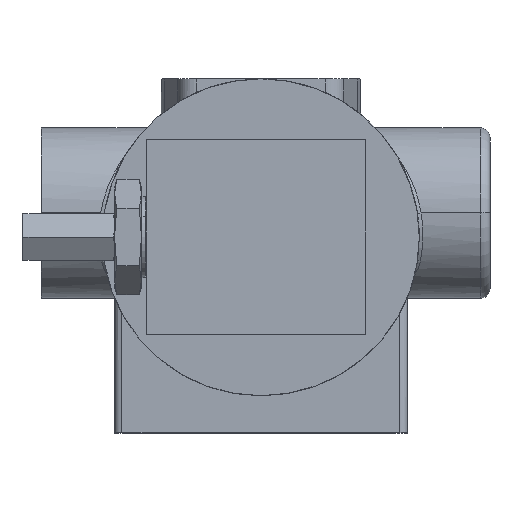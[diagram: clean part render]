
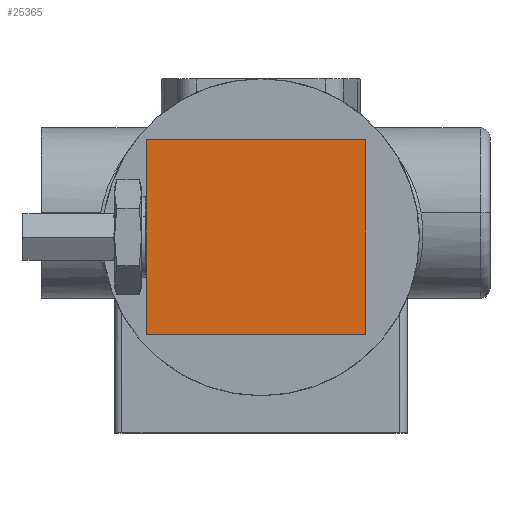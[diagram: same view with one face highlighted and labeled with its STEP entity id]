
A CAD part, top view. The second image highlights one B-rep face of the part: STEP entity #25365.
In plain terms, the highlighted planar face has unit normal (0, 0, 1).
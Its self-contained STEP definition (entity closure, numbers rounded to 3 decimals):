
#9094=DIRECTION('',(-1.,0.,0.));
#9095=VECTOR('',#9094,90.);
#9096=CARTESIAN_POINT('',(43.,40.,141.5));
#9097=LINE('',#9096,#9095);
#9098=DIRECTION('',(0.,1.,0.));
#9099=VECTOR('',#9098,80.);
#9100=CARTESIAN_POINT('',(43.,-40.,141.5));
#9101=LINE('',#9100,#9099);
#9102=DIRECTION('',(1.,0.,0.));
#9103=VECTOR('',#9102,90.);
#9104=CARTESIAN_POINT('',(-47.,-40.,141.5));
#9105=LINE('',#9104,#9103);
#9106=DIRECTION('',(0.,-1.,0.));
#9107=VECTOR('',#9106,80.);
#9108=CARTESIAN_POINT('',(-47.,40.,141.5));
#9109=LINE('',#9108,#9107);
#12818=CARTESIAN_POINT('',(43.,40.,141.5));
#12819=CARTESIAN_POINT('',(-47.,40.,141.5));
#12820=VERTEX_POINT('',#12818);
#12821=VERTEX_POINT('',#12819);
#12822=CARTESIAN_POINT('',(-47.,-40.,141.5));
#12823=VERTEX_POINT('',#12822);
#12824=CARTESIAN_POINT('',(43.,-40.,141.5));
#12825=VERTEX_POINT('',#12824);
#25354=CARTESIAN_POINT('',(-2.,0.,141.5));
#25355=DIRECTION('',(0.,0.,1.));
#25356=DIRECTION('',(0.,-1.,0.));
#25357=AXIS2_PLACEMENT_3D('',#25354,#25355,#25356);
#25358=PLANE('',#25357);
#25359=ORIENTED_EDGE('',*,*,#25300,.F.);
#25360=ORIENTED_EDGE('',*,*,#25315,.F.);
#25361=ORIENTED_EDGE('',*,*,#25329,.F.);
#25362=ORIENTED_EDGE('',*,*,#25342,.F.);
#25363=EDGE_LOOP('',(#25359,#25360,#25361,#25362));
#25364=FACE_OUTER_BOUND('',#25363,.F.);
#25365=ADVANCED_FACE('',(#25364),#25358,.T.);
#25300=EDGE_CURVE('',#12820,#12821,#9097,.T.);
#25315=EDGE_CURVE('',#12825,#12820,#9101,.T.);
#25329=EDGE_CURVE('',#12823,#12825,#9105,.T.);
#25342=EDGE_CURVE('',#12821,#12823,#9109,.T.);
